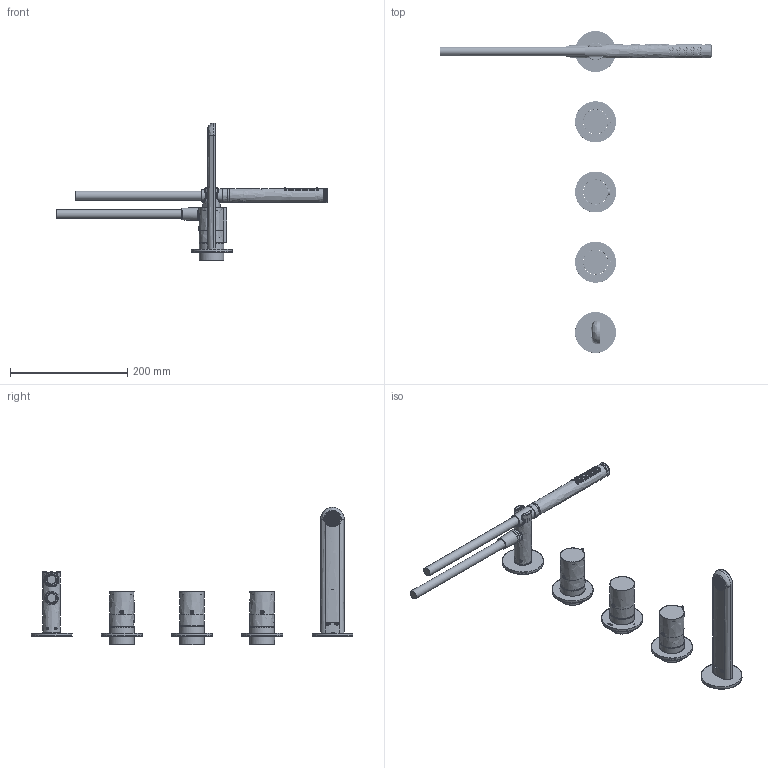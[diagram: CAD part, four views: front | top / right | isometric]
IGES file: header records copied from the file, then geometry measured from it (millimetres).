
Start section: C
Global section: file name: GT7072-00.igs; native system: By Siemens PLM Incorporated; preprocessor: XPlus GENERIC/IGES 27.1.215; author: Author; organization: Title; date: 20260219.111703; units: millimetre
Bounding box: 463.61 x 549.94 x 234.6 mm (x, y, z)
Volume: 479144.2 mm3; surface area: 251237.9 mm2
Topology: 30 solids, 30 shells, 6115 faces, 17541 edges, 11047 vertices
Faces by surface type: bspline 6115
